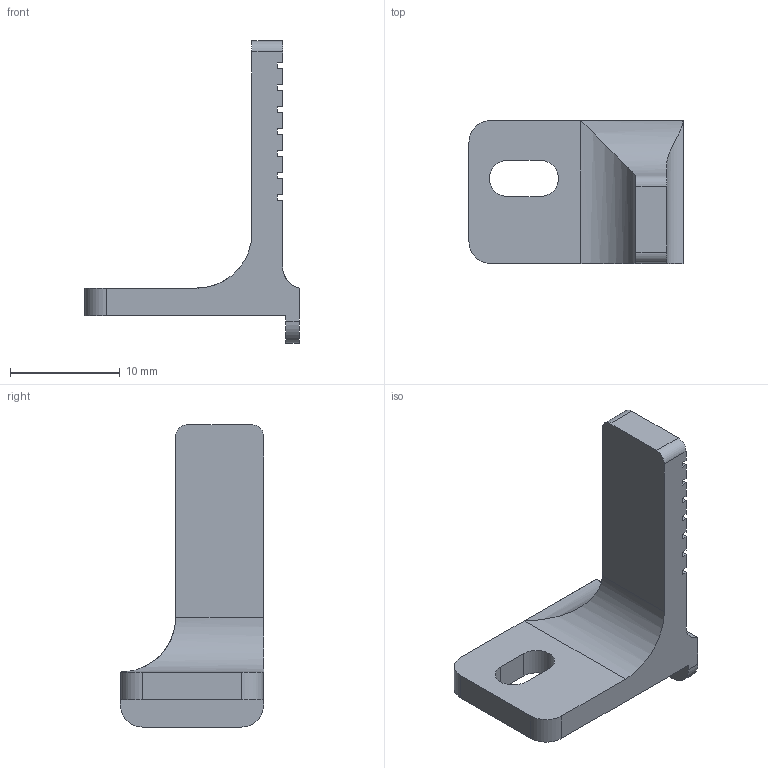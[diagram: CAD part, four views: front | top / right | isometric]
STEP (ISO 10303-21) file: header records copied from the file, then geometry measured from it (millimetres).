
FILE_DESCRIPTION(/* description */ (''),/* implementation_level */ '2;1');
FILE_NAME(/* name */ 'Y endstop finger.step',/* time_stamp */ '2021-10-04T19:19:59+08:00',/* author */ (''),/* organization */ (''),/* preprocessor_version */ 'ST-DEVELOPER v18.1',/* originating_system */ 'Autodesk Translation Framework v10.10.0.1391',/* authorisation */ '');
FILE_SCHEMA (('AUTOMOTIVE_DESIGN { 1 0 10303 214 3 1 1 }'));
Length unit declared in the file: millimetre
Products named in the file (1): Y endstop finger
Bounding box: 19.5 x 13.03 x 27.5 mm (x, y, z)
Volume: 1188.8 mm3; surface area: 1251.2 mm2
Topology: 1 solids, 1 shells, 53 faces, 151 edges, 100 vertices
Faces by surface type: plane 42, cylinder 11
Entity records: 1755 total; most frequent: CARTESIAN_POINT 316, ORIENTED_EDGE 302, DIRECTION 278, EDGE_CURVE 151, LINE 130, VECTOR 130, VERTEX_POINT 100, AXIS2_PLACEMENT_3D 74
